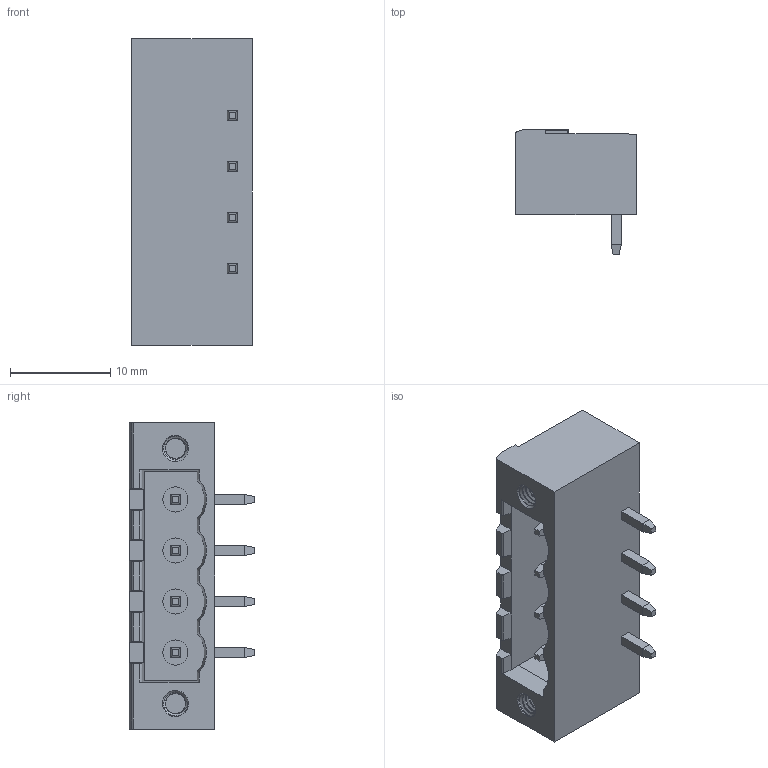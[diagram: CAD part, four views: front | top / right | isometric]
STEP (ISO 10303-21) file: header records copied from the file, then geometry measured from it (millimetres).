
FILE_DESCRIPTION (( 'STEP AP214' ), '1' );
FILE_NAME ('CUI_DEVICES_TBP01R1W-508-04BE.step', '2019-10-22T01:53:52', ( '' ), ( '' ), 'SwSTEP 2.0', 'SolidWorks 2019', '' );
FILE_SCHEMA (( 'AUTOMOTIVE_DESIGN' ));
Length unit declared in the file: millimetre
Products named in the file (1): CUI_DEVICES_TBP01R1W-508-04BE
Bounding box: 12 x 12.5 x 30.48 mm (x, y, z)
Volume: 1959.8 mm3; surface area: 2186.6 mm2
Topology: 1 solids, 1 shells, 297 faces, 771 edges, 482 vertices
Faces by surface type: plane 143, cylinder 132, bspline 12, cone 10
Entity records: 14199 total; most frequent: CARTESIAN_POINT 5553, ORIENTED_EDGE 1526, DIRECTION 1181, EDGE_CURVE 763, VERTEX_POINT 482, VECTOR 457, LINE 457, AXIS2_PLACEMENT_3D 362
